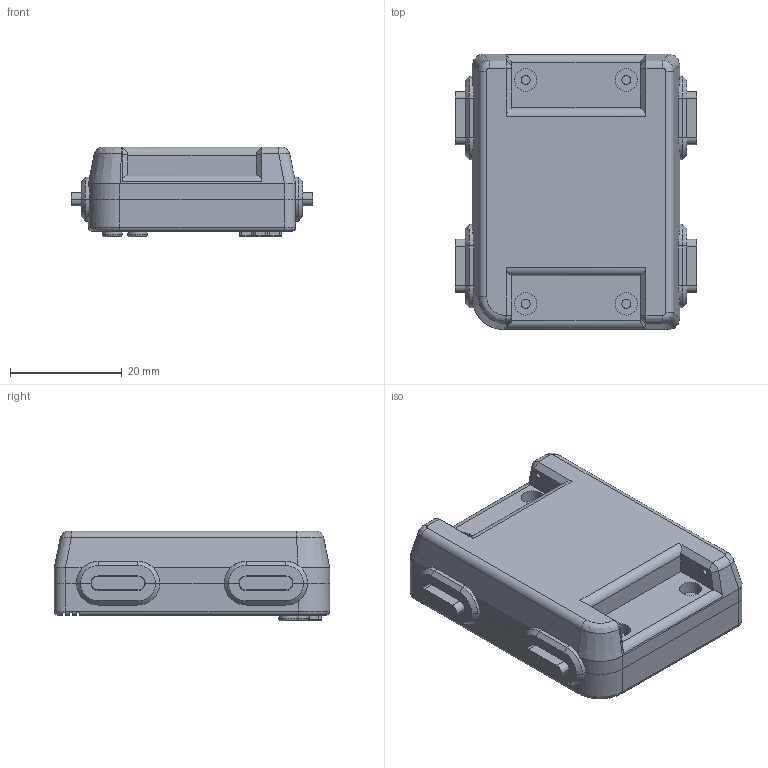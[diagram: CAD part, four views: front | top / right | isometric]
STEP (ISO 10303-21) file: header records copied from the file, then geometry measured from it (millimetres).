
FILE_DESCRIPTION(/* description */ (''),/* implementation_level */ '2;1');
FILE_NAME(/* name */ 'game.step',/* time_stamp */ '2021-03-04T16:36:47-05:00',/* author */ (''),/* organization */ (''),/* preprocessor_version */ 'ST-DEVELOPER v18.1',/* originating_system */ 'Autodesk Translation Framework v9.10.0.1330',/* authorisation */ '');
FILE_SCHEMA (('AUTOMOTIVE_DESIGN { 1 0 10303 214 3 1 1 }'));
Length unit declared in the file: millimetre
Products named in the file (4): WATCHY_MOLD_Gameboy; button; TOP; Bottom
Assembly tree (6 placements, depth 2):
  WATCHY_MOLD_Gameboy
    button  x4
    TOP
    Bottom
Bounding box: 43.2 x 49.16 x 16.05 mm (x, y, z)
Volume: 7792 mm3; surface area: 12413.2 mm2
Topology: 6 solids, 6 shells, 583 faces, 1555 edges, 1009 vertices
Faces by surface type: plane 293, cylinder 240, cone 25, bspline 16, torus 9
Full cylindrical faces by diameter (mm): 1 x4, 1.623 x7, 3.5 x2, 3.9 x2, 4 x4, 4.9 x6
Entity records: 17048 total; most frequent: CARTESIAN_POINT 3359, DIRECTION 2899, ORIENTED_EDGE 2808, EDGE_CURVE 1404, AXIS2_PLACEMENT_3D 1018, VERTEX_POINT 911, LINE 863, VECTOR 863
